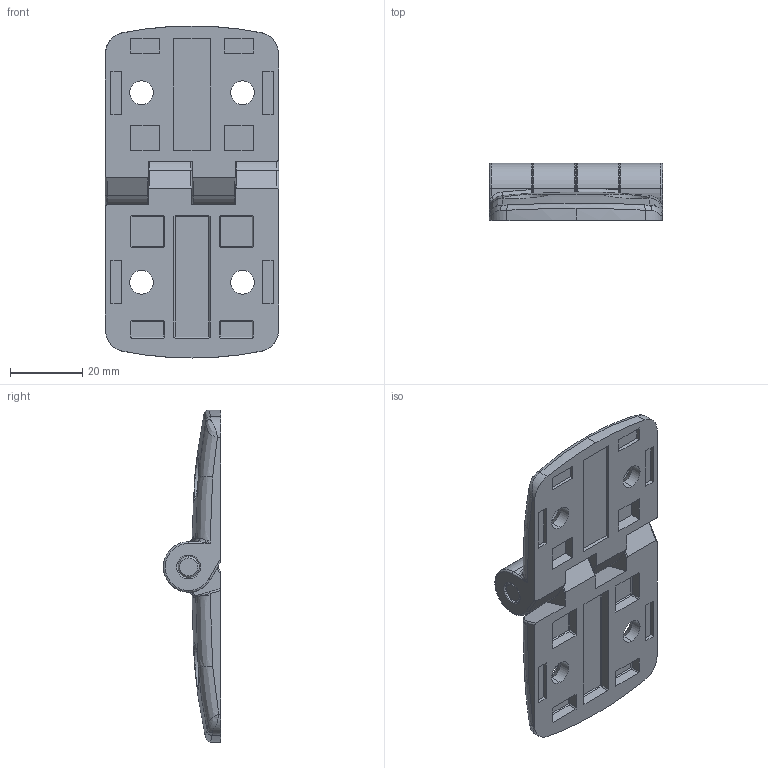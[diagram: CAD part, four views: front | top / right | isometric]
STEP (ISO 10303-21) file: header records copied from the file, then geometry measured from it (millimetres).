
FILE_DESCRIPTION (( 'STEP AP214' ), '1' );
FILE_NAME ('095k4550f00.STEP', '2014-08-13T12:48:44', ( '' ), ( '' ), 'SwSTEP 2.0', 'SolidWorks 2014', '' );
FILE_SCHEMA (( 'AUTOMOTIVE_DESIGN' ));
Length unit declared in the file: millimetre
Products named in the file (4): 095k-02; 095k45f00_095 k 45 f00; 095k50f00_095 k 50 f00; 095k4550f00
Assembly tree (3 placements, depth 2):
  095k4550f00
    095k50f00_095 k 50 f00
    095k45f00_095 k 45 f00
    095k-02
Bounding box: 48 x 15.9 x 92 mm (x, y, z)
Volume: 27198.5 mm3; surface area: 14863.6 mm2
Topology: 3 solids, 3 shells, 282 faces, 724 edges, 453 vertices
Faces by surface type: plane 139, cylinder 60, bspline 46, torus 25, cone 12
Entity records: 10792 total; most frequent: CARTESIAN_POINT 4191, ORIENTED_EDGE 1436, DIRECTION 1200, EDGE_CURVE 718, VERTEX_POINT 453, VECTOR 408, LINE 408, AXIS2_PLACEMENT_3D 396
